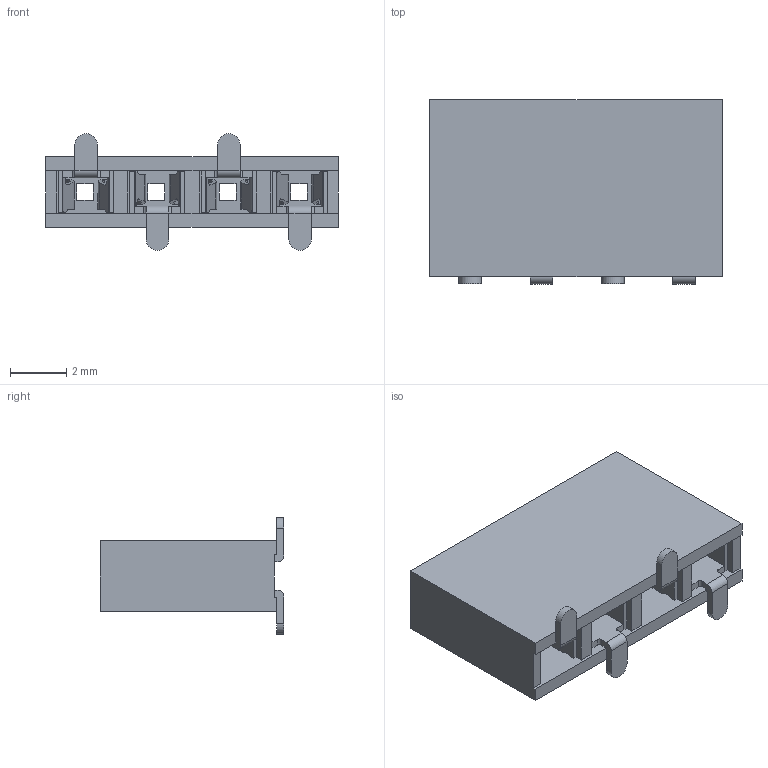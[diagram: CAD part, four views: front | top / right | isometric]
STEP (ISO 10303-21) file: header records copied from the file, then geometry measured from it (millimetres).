
FILE_DESCRIPTION (( 'STEP AP214' ), '1' );
FILE_NAME ('header female 1x4 SMD.STEP', '2021-04-08T09:53:09', ( '' ), ( '' ), 'SwSTEP 2.0', 'SolidWorks 2020', '' );
FILE_SCHEMA (( 'AUTOMOTIVE_DESIGN' ));
Length unit declared in the file: millimetre
Products named in the file (5): patilladcha; patillaizda; header female 1x4 SMD; Patilla; socket pin 1x4
Assembly tree (13 placements, depth 2):
  header female 1x4 SMD
    Patilla  x4
    patilladcha  x4
    patillaizda  x4
    socket pin 1x4
Bounding box: 10.42 x 6.55 x 4.16 mm (x, y, z)
Volume: 100.8 mm3; surface area: 516.8 mm2
Topology: 13 solids, 13 shells, 366 faces, 1020 edges, 680 vertices
Faces by surface type: plane 230, cylinder 136
Entity records: 4219 total; most frequent: CARTESIAN_POINT 780, ORIENTED_EDGE 690, DIRECTION 651, EDGE_CURVE 345, LINE 273, VECTOR 273, VERTEX_POINT 230, AXIS2_PLACEMENT_3D 189
